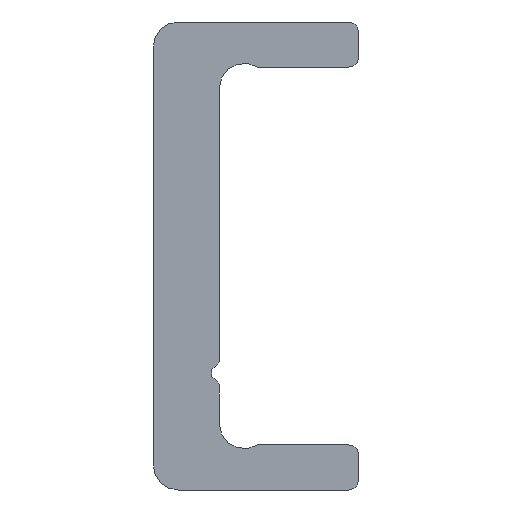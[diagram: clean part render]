
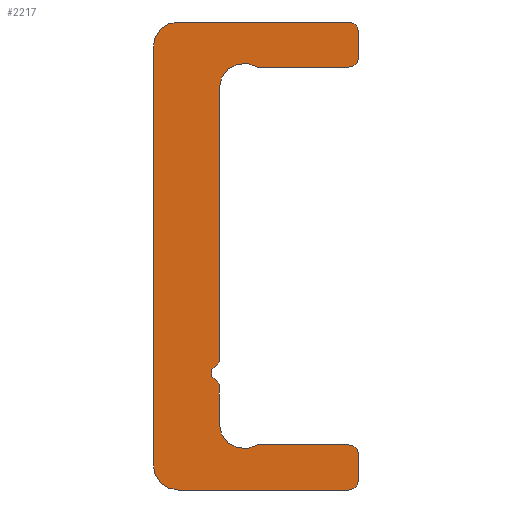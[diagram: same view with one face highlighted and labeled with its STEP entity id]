
A CAD part, left-side view. The second image highlights one B-rep face of the part: STEP entity #2217.
In plain terms, the highlighted planar face has unit normal (-1, 0, 0).
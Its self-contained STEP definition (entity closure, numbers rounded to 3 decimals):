
#1444=CARTESIAN_POINT('',(0.0,-6.15,-13.4));
#1445=VERTEX_POINT('',#1444);
#1452=CARTESIAN_POINT('',(0.0,-5.55,-14.));
#1453=VERTEX_POINT('',#1452);
#1454=CARTESIAN_POINT('',(0.0,-5.55,-13.4));
#1455=DIRECTION('',(1.0,0.0,0.0));
#1456=DIRECTION('',(0.0,-1.0,0.0));
#1457=AXIS2_PLACEMENT_3D('',#1454,#1455,#1456);
#1458=CIRCLE('',#1457,0.6);
#1459=EDGE_CURVE('',#1445,#1453,#1458,.T.);
#1483=CARTESIAN_POINT('',(0.0,-6.15,-11.9));
#1484=VERTEX_POINT('',#1483);
#1491=CARTESIAN_POINT('',(0.0,-6.15,-11.9));
#1492=DIRECTION('',(0.0,0.0,-1.0));
#1493=VECTOR('',#1492,1.5);
#1494=LINE('',#1491,#1493);
#1495=EDGE_CURVE('',#1484,#1445,#1494,.T.);
#1515=CARTESIAN_POINT('',(0.0,-5.55,-11.3));
#1516=VERTEX_POINT('',#1515);
#1523=CARTESIAN_POINT('',(0.0,-5.55,-11.9));
#1524=DIRECTION('',(1.0,0.0,0.0));
#1525=DIRECTION('',(0.0,0.0,1.0));
#1526=AXIS2_PLACEMENT_3D('',#1523,#1524,#1525);
#1527=CIRCLE('',#1526,0.6);
#1528=EDGE_CURVE('',#1516,#1484,#1527,.T.);
#1547=CARTESIAN_POINT('',(0.0,-0.098,-11.3));
#1548=VERTEX_POINT('',#1547);
#1555=CARTESIAN_POINT('',(0.0,-0.098,-11.3));
#1556=DIRECTION('',(0.0,-1.0,0.0));
#1557=VECTOR('',#1556,5.452);
#1558=LINE('',#1555,#1557);
#1559=EDGE_CURVE('',#1548,#1516,#1558,.T.);
#1579=CARTESIAN_POINT('',(0.0,2.2,-10.03));
#1580=VERTEX_POINT('',#1579);
#1587=CARTESIAN_POINT('',(0.0,0.7,-10.03));
#1588=DIRECTION('',(-1.0,0.0,0.0));
#1589=DIRECTION('',(0.0,0.532,0.847));
#1590=AXIS2_PLACEMENT_3D('',#1587,#1588,#1589);
#1591=CIRCLE('',#1590,1.5);
#1592=EDGE_CURVE('',#1580,#1548,#1591,.T.);
#1611=CARTESIAN_POINT('',(0.0,2.2,-7.707));
#1612=VERTEX_POINT('',#1611);
#1619=CARTESIAN_POINT('',(0.0,2.2,-7.707));
#1620=DIRECTION('',(0.0,0.0,-1.0));
#1621=VECTOR('',#1620,2.323);
#1622=LINE('',#1619,#1621);
#1623=EDGE_CURVE('',#1612,#1580,#1622,.T.);
#1643=CARTESIAN_POINT('',(0.0,2.367,-7.471));
#1644=VERTEX_POINT('',#1643);
#1651=CARTESIAN_POINT('',(0.0,2.45,-7.707));
#1652=DIRECTION('',(1.0,0.0,0.0));
#1653=DIRECTION('',(0.0,-0.333,0.943));
#1654=AXIS2_PLACEMENT_3D('',#1651,#1652,#1653);
#1655=CIRCLE('',#1654,0.25);
#1656=EDGE_CURVE('',#1644,#1612,#1655,.T.);
#1676=CARTESIAN_POINT('',(0.0,2.367,-6.529));
#1677=VERTEX_POINT('',#1676);
#1684=CARTESIAN_POINT('',(0.0,2.2,-7.));
#1685=DIRECTION('',(-1.0,0.0,0.0));
#1686=DIRECTION('',(0.0,-0.333,0.943));
#1687=AXIS2_PLACEMENT_3D('',#1684,#1685,#1686);
#1688=CIRCLE('',#1687,0.5);
#1689=EDGE_CURVE('',#1677,#1644,#1688,.T.);
#1709=CARTESIAN_POINT('',(0.0,2.2,-6.293));
#1710=VERTEX_POINT('',#1709);
#1717=CARTESIAN_POINT('',(0.0,2.45,-6.293));
#1718=DIRECTION('',(1.0,0.0,0.0));
#1719=DIRECTION('',(0.0,-1.0,0.0));
#1720=AXIS2_PLACEMENT_3D('',#1717,#1718,#1719);
#1721=CIRCLE('',#1720,0.25);
#1722=EDGE_CURVE('',#1710,#1677,#1721,.T.);
#1741=CARTESIAN_POINT('',(0.0,2.2,10.03));
#1742=VERTEX_POINT('',#1741);
#1749=CARTESIAN_POINT('',(0.0,2.2,10.03));
#1750=DIRECTION('',(0.0,0.0,-1.0));
#1751=VECTOR('',#1750,16.323);
#1752=LINE('',#1749,#1751);
#1753=EDGE_CURVE('',#1742,#1710,#1752,.T.);
#1833=CARTESIAN_POINT('',(0.0,-0.098,11.3));
#1834=VERTEX_POINT('',#1833);
#1841=CARTESIAN_POINT('',(0.0,0.7,10.03));
#1842=DIRECTION('',(-1.0,0.0,0.0));
#1843=DIRECTION('',(0.0,-1.0,0.0));
#1844=AXIS2_PLACEMENT_3D('',#1841,#1842,#1843);
#1845=CIRCLE('',#1844,1.5);
#1846=EDGE_CURVE('',#1834,#1742,#1845,.T.);
#1865=CARTESIAN_POINT('',(0.0,-5.55,11.3));
#1866=VERTEX_POINT('',#1865);
#1873=CARTESIAN_POINT('',(0.0,-5.55,11.3));
#1874=DIRECTION('',(0.0,1.0,0.0));
#1875=VECTOR('',#1874,5.452);
#1876=LINE('',#1873,#1875);
#1877=EDGE_CURVE('',#1866,#1834,#1876,.T.);
#1897=CARTESIAN_POINT('',(0.0,-6.15,11.9));
#1898=VERTEX_POINT('',#1897);
#1905=CARTESIAN_POINT('',(0.0,-5.55,11.9));
#1906=DIRECTION('',(1.0,0.0,0.0));
#1907=DIRECTION('',(0.0,-1.0,0.0));
#1908=AXIS2_PLACEMENT_3D('',#1905,#1906,#1907);
#1909=CIRCLE('',#1908,0.6);
#1910=EDGE_CURVE('',#1898,#1866,#1909,.T.);
#1929=CARTESIAN_POINT('',(0.0,-6.15,13.4));
#1930=VERTEX_POINT('',#1929);
#1937=CARTESIAN_POINT('',(0.0,-6.15,13.4));
#1938=DIRECTION('',(0.0,0.0,-1.0));
#1939=VECTOR('',#1938,1.5);
#1940=LINE('',#1937,#1939);
#1941=EDGE_CURVE('',#1930,#1898,#1940,.T.);
#1961=CARTESIAN_POINT('',(0.0,-5.55,14.));
#1962=VERTEX_POINT('',#1961);
#1969=CARTESIAN_POINT('',(0.0,-5.55,13.4));
#1970=DIRECTION('',(1.0,0.0,0.0));
#1971=DIRECTION('',(0.0,0.0,1.0));
#1972=AXIS2_PLACEMENT_3D('',#1969,#1970,#1971);
#1973=CIRCLE('',#1972,0.6);
#1974=EDGE_CURVE('',#1962,#1930,#1973,.T.);
#1993=CARTESIAN_POINT('',(0.0,4.65,14.));
#1994=VERTEX_POINT('',#1993);
#2001=CARTESIAN_POINT('',(0.0,4.65,14.));
#2002=DIRECTION('',(0.0,-1.0,0.0));
#2003=VECTOR('',#2002,10.2);
#2004=LINE('',#2001,#2003);
#2005=EDGE_CURVE('',#1994,#1962,#2004,.T.);
#2025=CARTESIAN_POINT('',(0.0,6.15,12.5));
#2026=VERTEX_POINT('',#2025);
#2033=CARTESIAN_POINT('',(0.0,4.65,12.5));
#2034=DIRECTION('',(1.0,0.0,0.0));
#2035=DIRECTION('',(0.0,1.0,0.0));
#2036=AXIS2_PLACEMENT_3D('',#2033,#2034,#2035);
#2037=CIRCLE('',#2036,1.5);
#2038=EDGE_CURVE('',#2026,#1994,#2037,.T.);
#2057=CARTESIAN_POINT('',(0.0,6.15,-12.5));
#2058=VERTEX_POINT('',#2057);
#2065=CARTESIAN_POINT('',(0.0,6.15,-12.5));
#2066=DIRECTION('',(0.0,0.0,1.0));
#2067=VECTOR('',#2066,25.);
#2068=LINE('',#2065,#2067);
#2069=EDGE_CURVE('',#2058,#2026,#2068,.T.);
#2149=CARTESIAN_POINT('',(0.0,4.65,-14.));
#2150=VERTEX_POINT('',#2149);
#2157=CARTESIAN_POINT('',(0.0,4.65,-12.5));
#2158=DIRECTION('',(1.0,0.0,0.0));
#2159=DIRECTION('',(0.0,0.0,-1.0));
#2160=AXIS2_PLACEMENT_3D('',#2157,#2158,#2159);
#2161=CIRCLE('',#2160,1.5);
#2162=EDGE_CURVE('',#2150,#2058,#2161,.T.);
#2180=CARTESIAN_POINT('',(0.0,-5.55,-14.));
#2181=DIRECTION('',(0.0,1.0,0.0));
#2182=VECTOR('',#2181,10.2);
#2183=LINE('',#2180,#2182);
#2184=EDGE_CURVE('',#1453,#2150,#2183,.T.);
#2190=CARTESIAN_POINT('',(0.0,1.616,-0.032));
#2191=DIRECTION('',(1.0,0.0,0.0));
#2192=DIRECTION('',(0.0,0.0,-1.0));
#2193=AXIS2_PLACEMENT_3D('',#2190,#2191,#2192);
#2194=PLANE('',#2193);
#2195=ORIENTED_EDGE('',*,*,#2184,.F.);
#2196=ORIENTED_EDGE('',*,*,#1459,.F.);
#2197=ORIENTED_EDGE('',*,*,#1495,.F.);
#2198=ORIENTED_EDGE('',*,*,#1528,.F.);
#2199=ORIENTED_EDGE('',*,*,#1559,.F.);
#2200=ORIENTED_EDGE('',*,*,#1592,.F.);
#2201=ORIENTED_EDGE('',*,*,#1623,.F.);
#2202=ORIENTED_EDGE('',*,*,#1656,.F.);
#2203=ORIENTED_EDGE('',*,*,#1689,.F.);
#2204=ORIENTED_EDGE('',*,*,#1722,.F.);
#2205=ORIENTED_EDGE('',*,*,#1753,.F.);
#2206=ORIENTED_EDGE('',*,*,#1846,.F.);
#2207=ORIENTED_EDGE('',*,*,#1877,.F.);
#2208=ORIENTED_EDGE('',*,*,#1910,.F.);
#2209=ORIENTED_EDGE('',*,*,#1941,.F.);
#2210=ORIENTED_EDGE('',*,*,#1974,.F.);
#2211=ORIENTED_EDGE('',*,*,#2005,.F.);
#2212=ORIENTED_EDGE('',*,*,#2038,.F.);
#2213=ORIENTED_EDGE('',*,*,#2069,.F.);
#2214=ORIENTED_EDGE('',*,*,#2162,.F.);
#2215=EDGE_LOOP('',(#2195,#2196,#2197,#2198,#2199,#2200,#2201,#2202,#2203,#2204,#2205,#2206,#2207,#2208,#2209,#2210,#2211,#2212,#2213,#2214));
#2216=FACE_OUTER_BOUND('',#2215,.T.);
#2217=ADVANCED_FACE('',(#2216),#2194,.F.);
